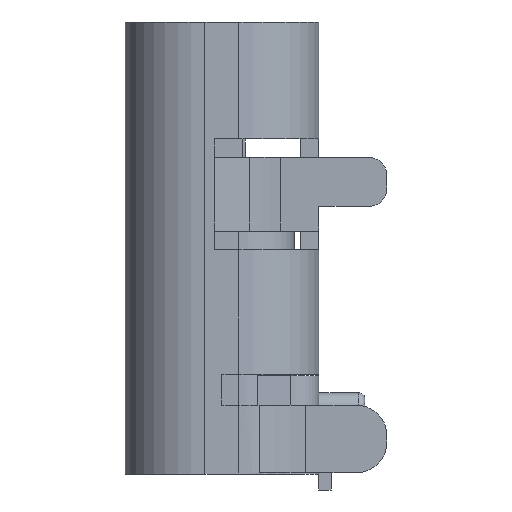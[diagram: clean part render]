
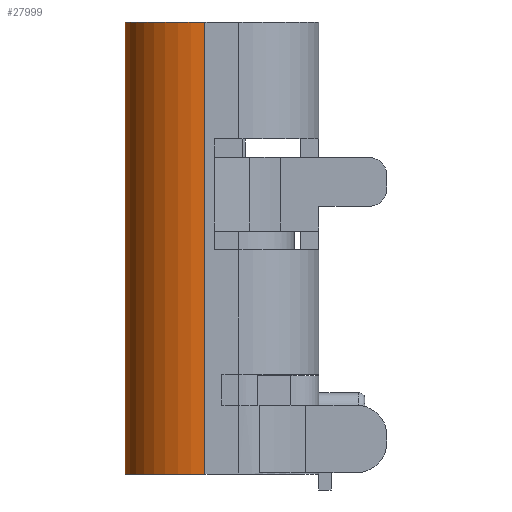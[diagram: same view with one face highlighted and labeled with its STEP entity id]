
A CAD part, left-side view. The second image highlights one B-rep face of the part: STEP entity #27999.
In plain terms, the highlighted cylindrical face has radius 1.3 mm (diameter 2.6 mm), a partial arc.
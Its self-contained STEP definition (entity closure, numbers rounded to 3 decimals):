
#58=CARTESIAN_POINT('',(-3.17,0.275,0.));
#59=DIRECTION('',(0.,0.,1.));
#60=DIRECTION('',(0.,1.,0.));
#61=AXIS2_PLACEMENT_3D('',#58,#59,#60);
#1509=CARTESIAN_POINT('',(-3.17,0.275,-7.35));
#1510=DIRECTION('',(0.,0.,-1.));
#1511=DIRECTION('',(-1.,0.,0.));
#1512=AXIS2_PLACEMENT_3D('',#1509,#1510,#1511);
#1871=DIRECTION('',(0.,0.,-1.));
#1872=VECTOR('',#1871,7.35);
#1873=CARTESIAN_POINT('',(-3.17,1.575,0.));
#1874=LINE('',#1873,#1872);
#7944=DIRECTION('',(0.,0.,-1.));
#7945=VECTOR('',#7944,7.35);
#7946=CARTESIAN_POINT('',(-4.47,0.275,0.));
#7947=LINE('',#7946,#7945);
#14779=CARTESIAN_POINT('',(-4.47,0.275,-7.35));
#14780=CARTESIAN_POINT('',(-3.17,1.575,-7.35));
#14781=VERTEX_POINT('',#14779);
#14782=VERTEX_POINT('',#14780);
#14783=CARTESIAN_POINT('',(-3.17,1.575,0.));
#14784=VERTEX_POINT('',#14783);
#14785=CARTESIAN_POINT('',(-4.47,0.275,0.));
#14786=VERTEX_POINT('',#14785);
#27987=CARTESIAN_POINT('',(-3.17,0.275,9.581));
#27988=DIRECTION('',(0.,0.,-1.));
#27989=DIRECTION('',(-1.,0.,0.));
#27990=AXIS2_PLACEMENT_3D('',#27987,#27988,#27989);
#27991=CYLINDRICAL_SURFACE('',#27990,1.3);
#27992=ORIENTED_EDGE('',*,*,#21480,.T.);
#27993=ORIENTED_EDGE('',*,*,#21808,.F.);
#27994=ORIENTED_EDGE('',*,*,#19506,.T.);
#27996=ORIENTED_EDGE('',*,*,#27995,.T.);
#27997=EDGE_LOOP('',(#27992,#27993,#27994,#27996));
#27998=FACE_OUTER_BOUND('',#27997,.F.);
#62=CIRCLE('',#61,1.3);
#1513=CIRCLE('',#1512,1.3);
#19506=EDGE_CURVE('',#14784,#14786,#62,.T.);
#21480=EDGE_CURVE('',#14781,#14782,#1513,.T.);
#21808=EDGE_CURVE('',#14784,#14782,#1874,.T.);
#27995=EDGE_CURVE('',#14786,#14781,#7947,.T.);
#27999=ADVANCED_FACE('',(#27998),#27991,.T.);
